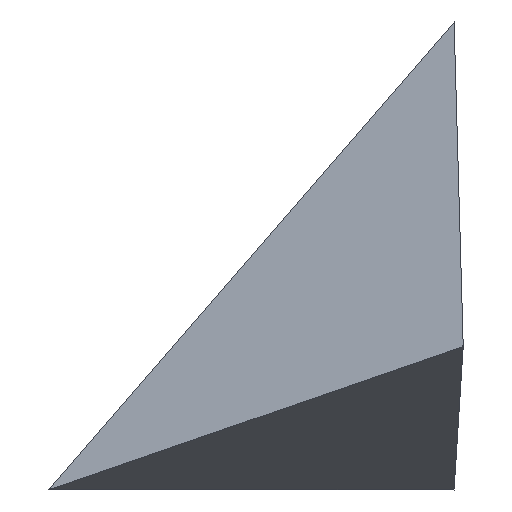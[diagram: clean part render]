
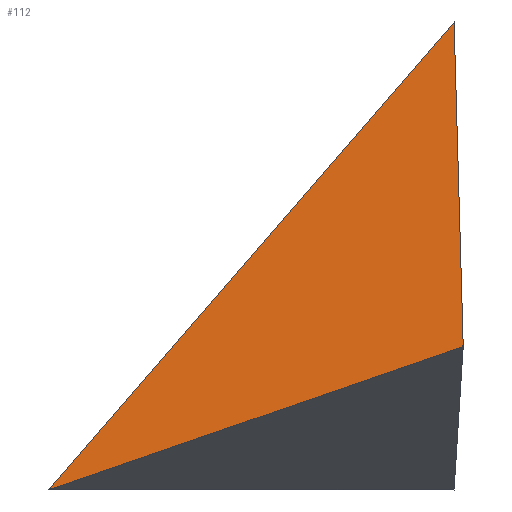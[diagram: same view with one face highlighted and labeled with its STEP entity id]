
A CAD part, isometric view. The second image highlights one B-rep face of the part: STEP entity #112.
In plain terms, the highlighted planar face has unit normal (-0.218, -0.873, 0.436).
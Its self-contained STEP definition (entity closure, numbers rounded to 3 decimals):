
#20=FACE_OUTER_BOUND('',#28,.T.);
#28=EDGE_LOOP('',(#86,#87,#88));
#33=LINE('',#174,#45);
#37=LINE('',#181,#49);
#38=LINE('',#183,#50);
#45=VECTOR('',#144,10.);
#49=VECTOR('',#150,10.);
#50=VECTOR('',#153,10.);
#57=VERTEX_POINT('',#172);
#58=VERTEX_POINT('',#173);
#60=VERTEX_POINT('',#179);
#65=EDGE_CURVE('',#57,#58,#33,.T.);
#69=EDGE_CURVE('',#60,#58,#37,.T.);
#70=EDGE_CURVE('',#60,#57,#38,.T.);
#86=ORIENTED_EDGE('',*,*,#65,.T.);
#87=ORIENTED_EDGE('',*,*,#69,.F.);
#88=ORIENTED_EDGE('',*,*,#70,.T.);
#104=PLANE('',#135);
#112=ADVANCED_FACE('',(#20),#104,.T.);
#135=AXIS2_PLACEMENT_3D('',#184,#154,#155);
#144=DIRECTION('',(0.319,0.359,0.877));
#150=DIRECTION('',(0.894,0.,0.447));
#153=DIRECTION('',(0.97,-0.243,0.));
#154=DIRECTION('center_axis',(-0.218,-0.873,0.436));
#155=DIRECTION('ref_axis',(0.,-0.447,-0.894));
#172=CARTESIAN_POINT('',(318.015,-204.504,0.));
#173=CARTESIAN_POINT('',(500.,0.,500.));
#174=CARTESIAN_POINT('',(299.751,-225.028,-50.181));
#179=CARTESIAN_POINT('',(-500.,0.,0.));
#181=CARTESIAN_POINT('',(-500.,0.,0.));
#183=CARTESIAN_POINT('',(500.,-250.,0.));
#184=CARTESIAN_POINT('Origin',(-500.,0.,0.));
